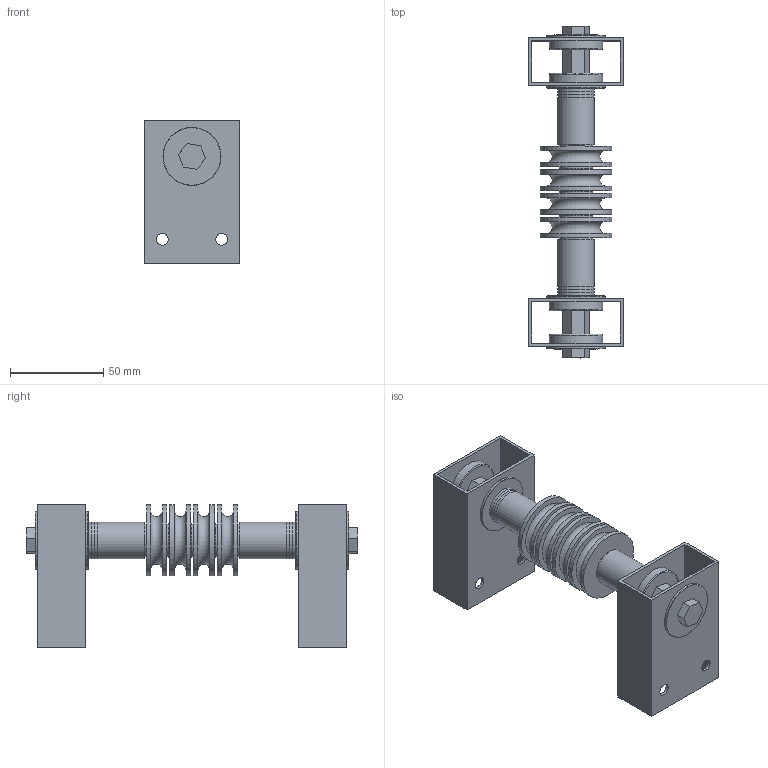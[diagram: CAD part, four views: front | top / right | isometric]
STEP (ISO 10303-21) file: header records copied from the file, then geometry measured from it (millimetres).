
FILE_DESCRIPTION(/* description */ (''),/* implementation_level */ '2;1');
FILE_NAME(/* name */ 'Polycarb main conv v4.step',/* time_stamp */ '2020-01-27T23:26:03-08:00',/* author */ (''),/* organization */ (''),/* preprocessor_version */ 'ST-DEVELOPER v18',/* originating_system */ 'Autodesk Translation Framework v8.12.0.6',/* authorisation */ '');
FILE_SCHEMA (('AUTOMOTIVE_DESIGN { 1 0 10303 214 3 1 1 }'));
Length unit declared in the file: inch
Products named in the file (7): Polycarb main conv; Shooter hex shaft; 1x2 hexshaft mount; am-2986 FR8ZZ Hex Bearing; WCP-0096 Rev1; 1_Acetal_Spacer_-_1_2_Hex_217-3263; 1_16_Acetal_Spacer_-_1_2_Hex_217-3257
Assembly tree (19 placements, depth 2):
  Polycarb main conv
    Shooter hex shaft
    1x2 hexshaft mount  x2
    am-2986 FR8ZZ Hex Bearing  x4
    WCP-0096 Rev1  x4
    1_Acetal_Spacer_-_1_2_Hex_217-3263  x2
    1_16_Acetal_Spacer_-_1_2_Hex_217-3257  x6
Bounding box: 50.8 x 177.8 x 76.2 mm (x, y, z)
Volume: 111907.8 mm3; surface area: 86056 mm2
Topology: 19 solids, 19 shells, 268 faces, 694 edges, 488 vertices
Faces by surface type: plane 180, cylinder 72, torus 8, cone 8
Full cylindrical faces by diameter (mm): 6.35 x8, 17.78 x8, 19.5 x8, 27.94 x4, 28.575 x8, 31.115 x4, 38.1 x8
Entity records: 2896 total; most frequent: DIRECTION 493, CARTESIAN_POINT 460, ORIENTED_EDGE 416, EDGE_CURVE 208, AXIS2_PLACEMENT_3D 178, VERTEX_POINT 145, LINE 137, VECTOR 137
